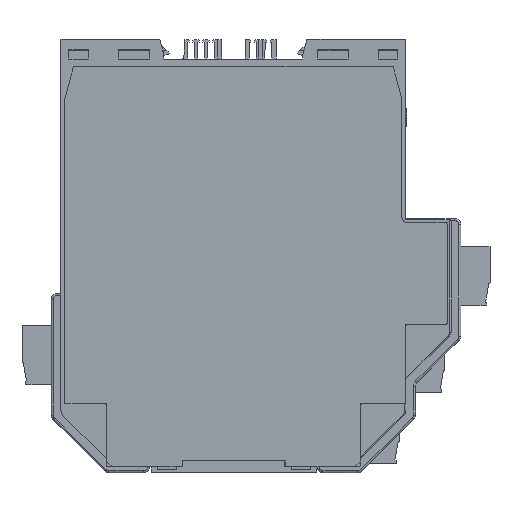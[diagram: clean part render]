
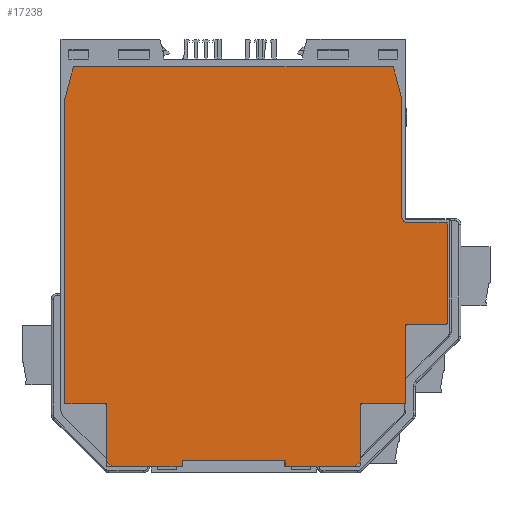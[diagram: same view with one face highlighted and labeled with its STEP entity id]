
A CAD part, front view. The second image highlights one B-rep face of the part: STEP entity #17238.
In plain terms, the highlighted planar face has unit normal (0, -1, 0).
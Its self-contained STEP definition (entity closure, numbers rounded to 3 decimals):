
#177=DIRECTION('',(0.,0.,-1.));
#178=VECTOR('',#177,77.5);
#179=CARTESIAN_POINT('',(-42.75,-10.,-8.));
#180=LINE('',#179,#178);
#189=DIRECTION('',(-1.,0.,0.));
#190=VECTOR('',#189,81.213);
#191=CARTESIAN_POINT('',(40.606,-10.,0.));
#192=LINE('',#191,#190);
#197=DIRECTION('',(0.,0.,1.));
#198=VECTOR('',#197,30.);
#199=CARTESIAN_POINT('',(42.75,-10.,-38.));
#200=LINE('',#199,#198);
#209=DIRECTION('',(-1.,0.,0.));
#210=VECTOR('',#209,9.5);
#211=CARTESIAN_POINT('',(53.75,-10.,-39.5));
#212=LINE('',#211,#210);
#246=DIRECTION('',(0.,0.,1.));
#247=VECTOR('',#246,25.);
#248=CARTESIAN_POINT('',(54.25,-10.,-65.));
#249=LINE('',#248,#247);
#282=DIRECTION('',(1.,0.,0.));
#283=VECTOR('',#282,10.);
#284=CARTESIAN_POINT('',(43.75,-10.,-65.5));
#285=LINE('',#284,#283);
#299=DIRECTION('',(0.,0.,1.));
#300=VECTOR('',#299,19.5);
#301=CARTESIAN_POINT('',(43.75,-10.,-85.));
#302=LINE('',#301,#300);
#2354=DIRECTION('',(0.,0.,-1.));
#2355=VECTOR('',#2354,14.5);
#2356=CARTESIAN_POINT('',(-32.25,-10.,-85.5));
#2357=LINE('',#2356,#2355);
#2378=DIRECTION('',(1.,0.,0.));
#2379=VECTOR('',#2378,10.5);
#2380=CARTESIAN_POINT('',(-42.75,-10.,-85.5));
#2381=LINE('',#2380,#2379);
#2382=DIRECTION('',(0.,0.,-1.));
#2383=VECTOR('',#2382,1.7);
#2384=CARTESIAN_POINT('',(-13.,-10.,-99.8));
#2385=LINE('',#2384,#2383);
#2386=DIRECTION('',(-0.707,0.,0.707));
#2387=VECTOR('',#2386,2.121);
#2388=CARTESIAN_POINT('',(-30.75,-10.,-101.5));
#2389=LINE('',#2388,#2387);
#2390=DIRECTION('',(0.259,0.,0.966));
#2391=VECTOR('',#2390,8.282);
#2392=CARTESIAN_POINT('',(-42.75,-10.,-8.));
#2393=LINE('',#2392,#2391);
#2394=DIRECTION('',(0.259,0.,-0.966));
#2395=VECTOR('',#2394,8.282);
#2396=CARTESIAN_POINT('',(40.606,-10.,0.));
#2397=LINE('',#2396,#2395);
#2398=CARTESIAN_POINT('',(44.25,-10.,-38.));
#2399=DIRECTION('',(0.,-1.,0.));
#2400=DIRECTION('',(-1.,0.,0.));
#2401=AXIS2_PLACEMENT_3D('',#2398,#2399,#2400);
#2403=CARTESIAN_POINT('',(53.75,-10.,-40.));
#2404=DIRECTION('',(0.,1.,0.));
#2405=DIRECTION('',(0.,0.,1.));
#2406=AXIS2_PLACEMENT_3D('',#2403,#2404,#2405);
#2408=CARTESIAN_POINT('',(53.75,-10.,-65.));
#2409=DIRECTION('',(0.,1.,0.));
#2410=DIRECTION('',(1.,0.,0.));
#2411=AXIS2_PLACEMENT_3D('',#2408,#2409,#2410);
#2413=CARTESIAN_POINT('',(43.25,-10.,-85.));
#2414=DIRECTION('',(0.,1.,0.));
#2415=DIRECTION('',(1.,0.,0.));
#2416=AXIS2_PLACEMENT_3D('',#2413,#2414,#2415);
#2418=DIRECTION('',(-0.707,0.,-0.707));
#2419=VECTOR('',#2418,2.121);
#2420=CARTESIAN_POINT('',(32.25,-10.,-100.));
#2421=LINE('',#2420,#2419);
#2422=DIRECTION('',(-1.,0.,0.));
#2423=VECTOR('',#2422,26.);
#2424=CARTESIAN_POINT('',(13.,-10.,-99.8));
#2425=LINE('',#2424,#2423);
#2458=DIRECTION('',(0.,0.,-1.));
#2459=VECTOR('',#2458,1.7);
#2460=CARTESIAN_POINT('',(13.,-10.,-99.8));
#2461=LINE('',#2460,#2459);
#2466=DIRECTION('',(1.,0.,0.));
#2467=VECTOR('',#2466,17.75);
#2468=CARTESIAN_POINT('',(13.,-10.,-101.5));
#2469=LINE('',#2468,#2467);
#3758=DIRECTION('',(1.,0.,0.));
#3759=VECTOR('',#3758,17.75);
#3760=CARTESIAN_POINT('',(-30.75,-10.,-101.5));
#3761=LINE('',#3760,#3759);
#4110=DIRECTION('',(0.,0.,1.));
#4111=VECTOR('',#4110,14.5);
#4112=CARTESIAN_POINT('',(32.25,-10.,-100.));
#4113=LINE('',#4112,#4111);
#4140=DIRECTION('',(1.,0.,0.));
#4141=VECTOR('',#4140,11.);
#4142=CARTESIAN_POINT('',(32.25,-10.,-85.5));
#4143=LINE('',#4142,#4141);
#11941=CARTESIAN_POINT('',(-13.,-10.,-99.8));
#11942=CARTESIAN_POINT('',(-13.,-10.,-101.5));
#11943=VERTEX_POINT('',#11941);
#11944=VERTEX_POINT('',#11942);
#11945=CARTESIAN_POINT('',(-30.75,-10.,-101.5));
#11946=VERTEX_POINT('',#11945);
#11947=CARTESIAN_POINT('',(-32.25,-10.,-100.));
#11948=VERTEX_POINT('',#11947);
#11949=CARTESIAN_POINT('',(-32.25,-10.,-85.5));
#11950=VERTEX_POINT('',#11949);
#11951=CARTESIAN_POINT('',(-42.75,-10.,-85.5));
#11952=VERTEX_POINT('',#11951);
#11953=CARTESIAN_POINT('',(-42.75,-10.,-8.));
#11954=VERTEX_POINT('',#11953);
#11955=CARTESIAN_POINT('',(-40.606,-10.,0.));
#11956=VERTEX_POINT('',#11955);
#11957=CARTESIAN_POINT('',(40.606,-10.,0.));
#11958=VERTEX_POINT('',#11957);
#11959=CARTESIAN_POINT('',(42.75,-10.,-8.));
#11960=VERTEX_POINT('',#11959);
#11961=CARTESIAN_POINT('',(42.75,-10.,-38.));
#11962=VERTEX_POINT('',#11961);
#11963=CARTESIAN_POINT('',(44.25,-10.,-39.5));
#11964=VERTEX_POINT('',#11963);
#11965=CARTESIAN_POINT('',(53.75,-10.,-39.5));
#11966=VERTEX_POINT('',#11965);
#11967=CARTESIAN_POINT('',(54.25,-10.,-40.));
#11968=VERTEX_POINT('',#11967);
#11969=CARTESIAN_POINT('',(54.25,-10.,-65.));
#11970=VERTEX_POINT('',#11969);
#11971=CARTESIAN_POINT('',(53.75,-10.,-65.5));
#11972=VERTEX_POINT('',#11971);
#11973=CARTESIAN_POINT('',(43.75,-10.,-65.5));
#11974=VERTEX_POINT('',#11973);
#11975=CARTESIAN_POINT('',(43.75,-10.,-85.));
#11976=VERTEX_POINT('',#11975);
#11977=CARTESIAN_POINT('',(43.25,-10.,-85.5));
#11978=VERTEX_POINT('',#11977);
#11979=CARTESIAN_POINT('',(32.25,-10.,-85.5));
#11980=VERTEX_POINT('',#11979);
#11981=CARTESIAN_POINT('',(32.25,-10.,-100.));
#11982=VERTEX_POINT('',#11981);
#11983=CARTESIAN_POINT('',(30.75,-10.,-101.5));
#11984=VERTEX_POINT('',#11983);
#11985=CARTESIAN_POINT('',(13.,-10.,-101.5));
#11986=VERTEX_POINT('',#11985);
#11987=CARTESIAN_POINT('',(13.,-10.,-99.8));
#11988=VERTEX_POINT('',#11987);
#17197=CARTESIAN_POINT('',(0.,-10.,0.));
#17198=DIRECTION('',(0.,1.,0.));
#17199=DIRECTION('',(1.,0.,0.));
#17200=AXIS2_PLACEMENT_3D('',#17197,#17198,#17199);
#17201=PLANE('',#17200);
#17203=ORIENTED_EDGE('',*,*,#17202,.T.);
#17205=ORIENTED_EDGE('',*,*,#17204,.F.);
#17207=ORIENTED_EDGE('',*,*,#17206,.T.);
#17208=ORIENTED_EDGE('',*,*,#17132,.F.);
#17209=ORIENTED_EDGE('',*,*,#17181,.F.);
#17210=ORIENTED_EDGE('',*,*,#13216,.F.);
#17211=ORIENTED_EDGE('',*,*,#13238,.T.);
#17212=ORIENTED_EDGE('',*,*,#13259,.F.);
#17213=ORIENTED_EDGE('',*,*,#13280,.T.);
#17214=ORIENTED_EDGE('',*,*,#13301,.F.);
#17215=ORIENTED_EDGE('',*,*,#13322,.T.);
#17216=ORIENTED_EDGE('',*,*,#13343,.F.);
#17217=ORIENTED_EDGE('',*,*,#13365,.T.);
#17218=ORIENTED_EDGE('',*,*,#13450,.F.);
#17219=ORIENTED_EDGE('',*,*,#13500,.T.);
#17220=ORIENTED_EDGE('',*,*,#13528,.F.);
#17221=ORIENTED_EDGE('',*,*,#13576,.F.);
#17223=ORIENTED_EDGE('',*,*,#17222,.T.);
#17225=ORIENTED_EDGE('',*,*,#17224,.F.);
#17227=ORIENTED_EDGE('',*,*,#17226,.F.);
#17229=ORIENTED_EDGE('',*,*,#17228,.T.);
#17231=ORIENTED_EDGE('',*,*,#17230,.F.);
#17233=ORIENTED_EDGE('',*,*,#17232,.F.);
#17235=ORIENTED_EDGE('',*,*,#17234,.T.);
#17236=EDGE_LOOP('',(#17203,#17205,#17207,#17208,#17209,#17210,#17211,#17212,
#17213,#17214,#17215,#17216,#17217,#17218,#17219,#17220,#17221,#17223,#17225,
#17227,#17229,#17231,#17233,#17235));
#17237=FACE_OUTER_BOUND('',#17236,.F.);
#17238=ADVANCED_FACE('',(#17237),#17201,.F.);
#2402=CIRCLE('',#2401,1.5);
#2407=CIRCLE('',#2406,0.5);
#2412=CIRCLE('',#2411,0.5);
#2417=CIRCLE('',#2416,0.5);
#13216=EDGE_CURVE('',#11954,#11952,#180,.T.);
#13238=EDGE_CURVE('',#11954,#11956,#2393,.T.);
#13259=EDGE_CURVE('',#11958,#11956,#192,.T.);
#13280=EDGE_CURVE('',#11958,#11960,#2397,.T.);
#13301=EDGE_CURVE('',#11962,#11960,#200,.T.);
#13322=EDGE_CURVE('',#11962,#11964,#2402,.T.);
#13343=EDGE_CURVE('',#11966,#11964,#212,.T.);
#13365=EDGE_CURVE('',#11966,#11968,#2407,.T.);
#13450=EDGE_CURVE('',#11970,#11968,#249,.T.);
#13500=EDGE_CURVE('',#11970,#11972,#2412,.T.);
#13528=EDGE_CURVE('',#11974,#11972,#285,.T.);
#13576=EDGE_CURVE('',#11976,#11974,#302,.T.);
#17132=EDGE_CURVE('',#11950,#11948,#2357,.T.);
#17181=EDGE_CURVE('',#11952,#11950,#2381,.T.);
#17202=EDGE_CURVE('',#11943,#11944,#2385,.T.);
#17204=EDGE_CURVE('',#11946,#11944,#3761,.T.);
#17206=EDGE_CURVE('',#11946,#11948,#2389,.T.);
#17222=EDGE_CURVE('',#11976,#11978,#2417,.T.);
#17224=EDGE_CURVE('',#11980,#11978,#4143,.T.);
#17226=EDGE_CURVE('',#11982,#11980,#4113,.T.);
#17228=EDGE_CURVE('',#11982,#11984,#2421,.T.);
#17230=EDGE_CURVE('',#11986,#11984,#2469,.T.);
#17232=EDGE_CURVE('',#11988,#11986,#2461,.T.);
#17234=EDGE_CURVE('',#11988,#11943,#2425,.T.);
